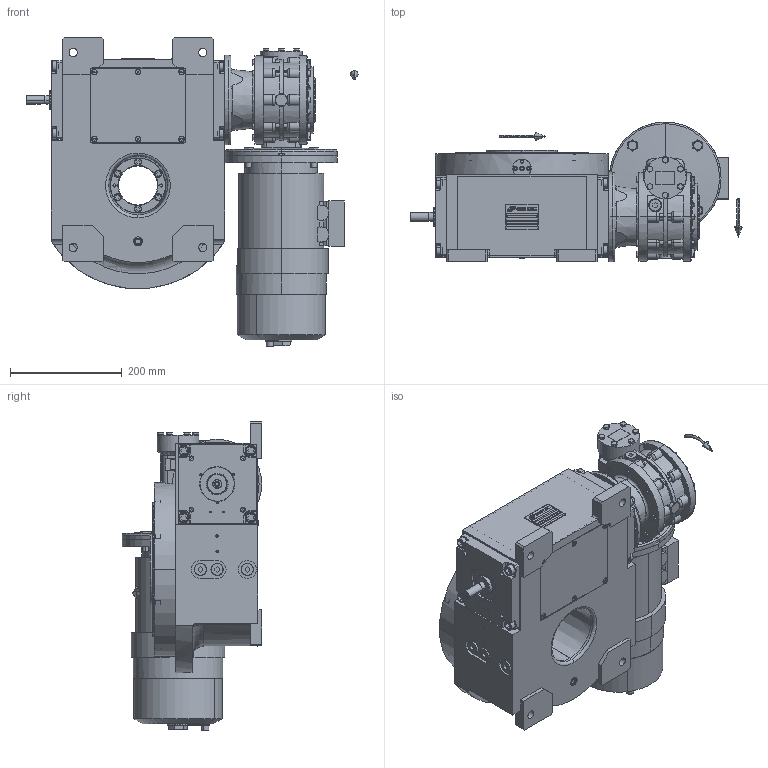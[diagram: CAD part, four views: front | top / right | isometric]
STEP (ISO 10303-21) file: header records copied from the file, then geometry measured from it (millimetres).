
FILE_DESCRIPTION (( 'STEP AP203' ), '1' );
FILE_NAME ('PC5201709.step', '2025-11-28T08:28:56', ( '' ), ( '' ), 'SwSTEP 2.0', 'SolidWorks 2020', '' );
FILE_SCHEMA (( 'CONFIG_CONTROL_DESIGN' ));
Length unit declared in the file: millimetre
Products named in the file (85): cfn2000_01_081; CFN2104_02_018.stp; cfn2155_01_095; AS_rig09_004; cfn2000_01_099; cfn2003_01_054; CFN2203_02_002.stp; cfn2000_01_126; RIG09_005_ASM.stp; RIG09_005_AF0.stp; CFN2223_02_004.stp; cfn2000_01_161; cfn2151_01_115; freccia_angolare_albero; cfn2151_01_167; cfn2107_01_001; AS_rig09_017; rig09_007_master; 900_38_30_003; cfn2205_01_015; freccia_angolare; BA80B5; cfn2077_01_036; cfn2128_04_002; AS_rig09_016; cfn2151_01_170; rig09_004; cfn2115_02_160; rig09_016; cfn2070_05_009; rig09_001_a; rig09_071_8_m.stp; olio_agip_blasia_150; PC5201709; CFN2010_01_020.stp; cfn2104_01_018; CFN2000_01_185.stp; CFN2356_03_053.stp; CFN2155_01_195.stp; AS_rig09_002_s_003 ...
Assembly tree (73 placements, depth 5):
  CFN2203_02_002.stp
  CFN2223_02_004.stp
  cfn2151_01_115
  cfn2151_01_167
  rig09_007_master
Bounding box: 594.5 x 250 x 553.38 mm (x, y, z)
Volume: 13254908.7 mm3; surface area: 1882413.2 mm2
Topology: 64 solids, 64 shells, 3711 faces, 9355 edges, 5969 vertices
Faces by surface type: plane 1779, cylinder 1098, cone 562, torus 258, bspline 10, sphere 4
Entity records: 138193 total; most frequent: CARTESIAN_POINT 41958, ORIENTED_EDGE 18336, DIRECTION 18103, EDGE_CURVE 9168, AXIS2_PLACEMENT_3D 6641, VERTEX_POINT 5907, VECTOR 4821, LINE 4821
